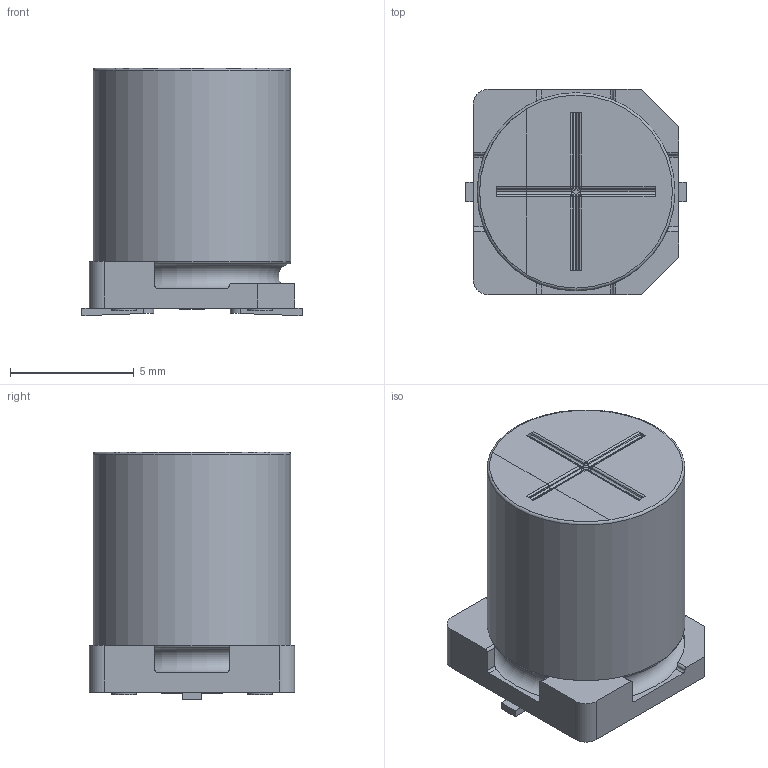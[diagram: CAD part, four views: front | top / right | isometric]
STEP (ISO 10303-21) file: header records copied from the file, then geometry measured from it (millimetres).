
FILE_DESCRIPTION(/* description */ (''),/* implementation_level */ '2;1');
FILE_NAME(/* name */ '8x10_Chip.stp',/* time_stamp */ '2017-09-11T19:18:27+09:00',/* author */ (''),/* organization */ (''),/* preprocessor_version */ 'ST-DEVELOPER v16',/* originating_system */ 'SIEMENS PLM Software NX 11.0',/* authorisation */ '');
FILE_SCHEMA (('AUTOMOTIVE_DESIGN { 1 0 10303 214 3 1 1 1 }'));
Length unit declared in the file: millimetre
Products named in the file (1): 8x10_Chip_0
Bounding box: 8.9 x 8.3 x 10 mm (x, y, z)
Volume: 501.8 mm3; surface area: 548.7 mm2
Topology: 5 solids, 5 shells, 132 faces, 330 edges, 210 vertices
Faces by surface type: plane 61, cylinder 60, sphere 4, bspline 4, torus 3
Full cylindrical faces by diameter (mm): 1 x4, 8 x1
Entity records: 4212 total; most frequent: CARTESIAN_POINT 919, DIRECTION 670, ORIENTED_EDGE 634, EDGE_CURVE 317, AXIS2_PLACEMENT_3D 240, VERTEX_POINT 209, LINE 190, VECTOR 190
